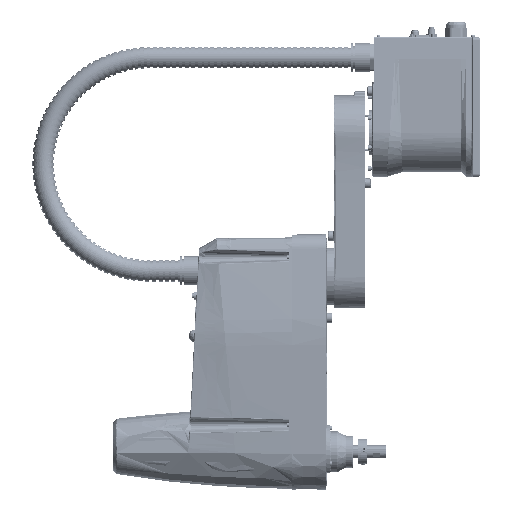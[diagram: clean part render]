
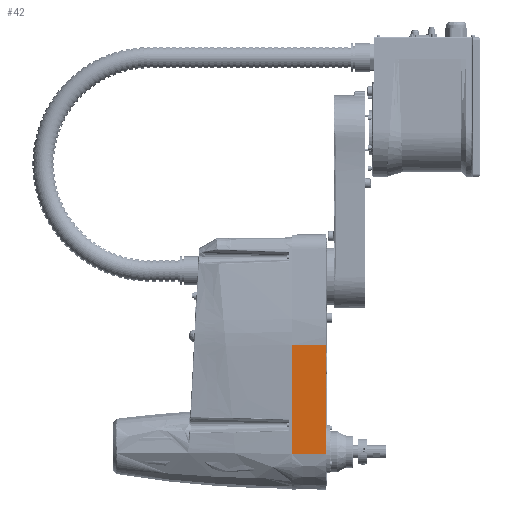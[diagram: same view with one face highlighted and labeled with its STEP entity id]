
A CAD part, top view. The second image highlights one B-rep face of the part: STEP entity #42.
In plain terms, the highlighted face is planar.
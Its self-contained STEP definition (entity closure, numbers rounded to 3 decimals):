
#42 = ADVANCED_FACE ( 'NONE', ( #225116 ), #54148, .T. ) ;
#980 = CARTESIAN_POINT ( 'NONE',  ( 108.379, 68.781, -5. ) ) ;
#11199 = CARTESIAN_POINT ( 'NONE',  ( 278.114, 59.419, 48.5 ) ) ;
#12182 = AXIS2_PLACEMENT_3D ( 'NONE', #209734, #190951, #93150 ) ;
#14989 = ORIENTED_EDGE ( 'NONE', *, *, #243447, .T. ) ;
#18475 = VERTEX_POINT ( 'NONE', #129632 ) ;
#29693 = EDGE_LOOP ( 'NONE', ( #171866, #30260, #86077, #14989 ) ) ;
#30260 = ORIENTED_EDGE ( 'NONE', *, *, #226532, .F. ) ;
#54148 = PLANE ( 'NONE',  #12182 ) ;
#57173 = CARTESIAN_POINT ( 'NONE',  ( 278.114, 59.419, 48.5 ) ) ;
#69884 = LINE ( 'NONE', #980, #188698 ) ;
#75364 = CARTESIAN_POINT ( 'NONE',  ( 278.114, 59.419, 48.5 ) ) ;
#82634 = VERTEX_POINT ( 'NONE', #90394 ) ;
#83209 = VERTEX_POINT ( 'NONE', #11199 ) ;
#84068 = VECTOR ( 'NONE', #173849, 1000. ) ;
#86077 = ORIENTED_EDGE ( 'NONE', *, *, #124874, .F. ) ;
#88318 = VERTEX_POINT ( 'NONE', #214571 ) ;
#90394 = CARTESIAN_POINT ( 'NONE',  ( 108.355, 68.315, 48.5 ) ) ;
#93150 = DIRECTION ( 'NONE',  ( -0.999, 0.052, 0. ) ) ;
#116207 = VECTOR ( 'NONE', #154351, 1000. ) ;
#116858 = CARTESIAN_POINT ( 'NONE',  ( 108.379, 68.781, -5. ) ) ;
#124874 = EDGE_CURVE ( 'NONE', #18475, #88318, #245374, .T. ) ;
#129632 = CARTESIAN_POINT ( 'NONE',  ( 108.379, 68.781, -5. ) ) ;
#135569 = VECTOR ( 'NONE', #176914, 1000. ) ;
#154351 = DIRECTION ( 'NONE',  ( 0.999, -0.052, 0. ) ) ;
#159958 = LINE ( 'NONE', #57173, #135569 ) ;
#171866 = ORIENTED_EDGE ( 'NONE', *, *, #241582, .T. ) ;
#173849 = DIRECTION ( 'NONE',  ( 0.999, -0.052, 0. ) ) ;
#174366 = DIRECTION ( 'NONE',  ( 0., -0.009, 1. ) ) ;
#176914 = DIRECTION ( 'NONE',  ( 0., -0.009, 1. ) ) ;
#188698 = VECTOR ( 'NONE', #174366, 1000. ) ;
#190951 = DIRECTION ( 'NONE',  ( 0.052, 0.999, 0.009 ) ) ;
#209734 = CARTESIAN_POINT ( 'NONE',  ( 278.138, 59.885, -5. ) ) ;
#210465 = LINE ( 'NONE', #75364, #116207 ) ;
#214571 = CARTESIAN_POINT ( 'NONE',  ( 278.138, 59.885, -5. ) ) ;
#225116 = FACE_OUTER_BOUND ( 'NONE', #29693, .T. ) ;
#226532 = EDGE_CURVE ( 'NONE', #88318, #83209, #159958, .T. ) ;
#241582 = EDGE_CURVE ( 'NONE', #82634, #83209, #210465, .T. ) ;
#243447 = EDGE_CURVE ( 'NONE', #18475, #82634, #69884, .T. ) ;
#245374 = LINE ( 'NONE', #116858, #84068 ) ;
